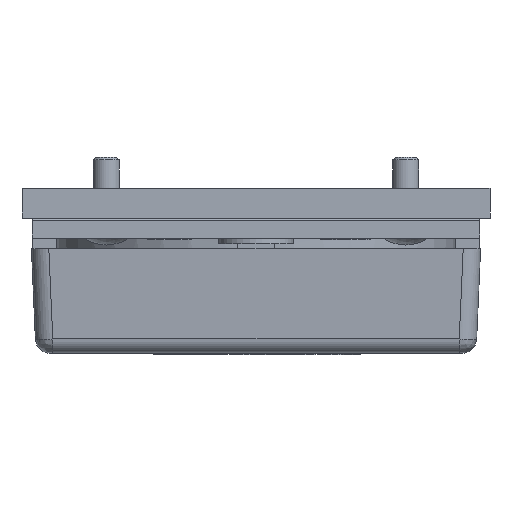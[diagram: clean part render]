
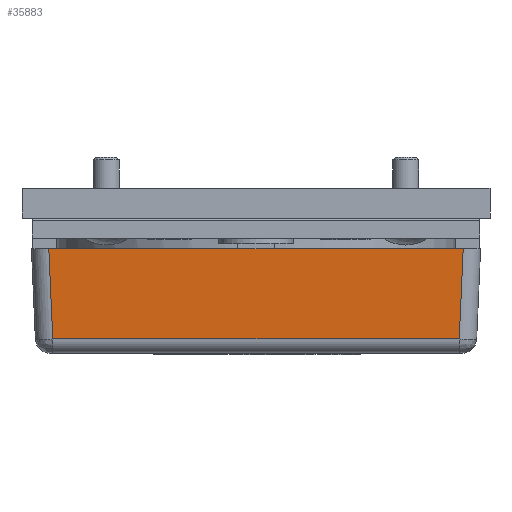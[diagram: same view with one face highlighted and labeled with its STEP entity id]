
A CAD part, front view. The second image highlights one B-rep face of the part: STEP entity #35883.
In plain terms, the highlighted planar face has unit normal (0, -0.999, -0.044).
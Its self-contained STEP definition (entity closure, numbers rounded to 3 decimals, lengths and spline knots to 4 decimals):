
#4717=FACE_OUTER_BOUND('',#6775,.T.);
#6775=EDGE_LOOP('',(#32216,#32217,#32218,#32219));
#10407=LINE('',#61687,#14103);
#10414=LINE('',#61762,#14110);
#10415=LINE('',#61766,#14111);
#10416=LINE('',#61767,#14112);
#14103=VECTOR('',#44056,2.5515);
#14110=VECTOR('',#44085,0.5677);
#14111=VECTOR('',#44090,0.5677);
#14112=VECTOR('',#44091,2.601);
#17467=VERTEX_POINT('',#61681);
#17468=VERTEX_POINT('',#61685);
#17475=VERTEX_POINT('',#61761);
#17476=VERTEX_POINT('',#61765);
#22421=EDGE_CURVE('',#17467,#17468,#10407,.T.);
#22434=EDGE_CURVE('',#17468,#17475,#10414,.T.);
#22436=EDGE_CURVE('',#17476,#17467,#10415,.T.);
#22437=EDGE_CURVE('',#17476,#17475,#10416,.T.);
#32216=ORIENTED_EDGE('',*,*,#22421,.F.);
#32217=ORIENTED_EDGE('',*,*,#22436,.F.);
#32218=ORIENTED_EDGE('',*,*,#22437,.T.);
#32219=ORIENTED_EDGE('',*,*,#22434,.F.);
#34049=PLANE('',#37602);
#35883=ADVANCED_FACE('',(#4717),#34049,.T.);
#37602=AXIS2_PLACEMENT_3D('',#61764,#44088,#44089);
#44056=DIRECTION('',(-1.,0.,0.));
#44085=DIRECTION('',(-0.044,-0.044,0.998));
#44088=DIRECTION('center_axis',(0.,-0.999,-0.044));
#44089=DIRECTION('ref_axis',(0.,0.044,-0.999));
#44090=DIRECTION('',(-0.044,0.044,-0.998));
#44091=DIRECTION('',(-1.,0.,0.));
#61681=CARTESIAN_POINT('',(1.2757,-1.9985,0.0897));
#61685=CARTESIAN_POINT('',(-1.2757,-1.9985,0.0897));
#61687=CARTESIAN_POINT('',(1.2757,-1.9985,0.0897));
#61761=CARTESIAN_POINT('',(-1.3005,-2.0233,0.6563));
#61762=CARTESIAN_POINT('',(-1.2757,-1.9985,0.0897));
#61764=CARTESIAN_POINT('Origin',(1.4098,-1.9946,0.0006));
#61765=CARTESIAN_POINT('',(1.3005,-2.0233,0.6563));
#61766=CARTESIAN_POINT('',(1.3005,-2.0233,0.6563));
#61767=CARTESIAN_POINT('',(1.3005,-2.0233,0.6563));
